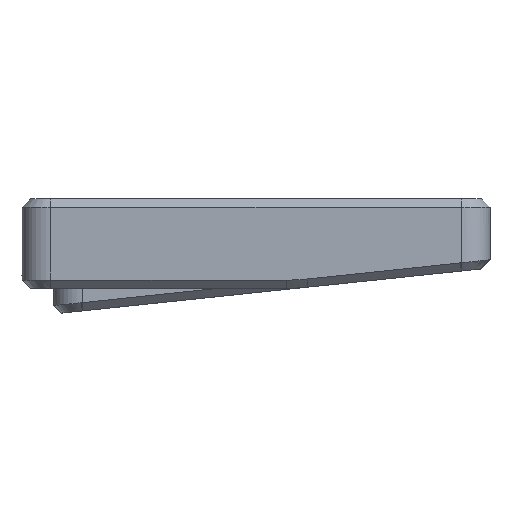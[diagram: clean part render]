
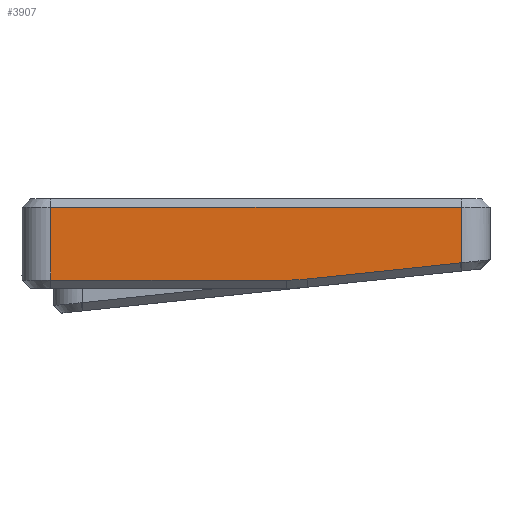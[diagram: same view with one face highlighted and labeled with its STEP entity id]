
A CAD part, left-side view. The second image highlights one B-rep face of the part: STEP entity #3907.
In plain terms, the highlighted planar face has unit normal (-1, 0, 0).
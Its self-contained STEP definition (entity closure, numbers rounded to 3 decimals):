
#130=CIRCLE('',#4196,48.);
#471=LINE('',#6413,#832);
#489=LINE('',#6469,#850);
#490=LINE('',#6472,#851);
#492=LINE('',#6478,#853);
#493=LINE('',#6484,#854);
#832=VECTOR('',#4860,10.);
#850=VECTOR('',#4914,10.);
#851=VECTOR('',#4917,10.);
#853=VECTOR('',#4923,10.);
#854=VECTOR('',#4924,7.);
#1087=PLANE('',#4195);
#1231=FACE_OUTER_BOUND('',#1459,.T.);
#1459=EDGE_LOOP('',(#3148,#3149,#3150,#3151,#3152,#3153,#3154));
#1627=B_SPLINE_CURVE_WITH_KNOTS('',3,(#6480,#6481,#6482,#6483),
 .UNSPECIFIED.,.F.,.F.,(4,4),(1.541,1.571),
 .UNSPECIFIED.);
#1820=VERTEX_POINT('',#6407);
#1821=VERTEX_POINT('',#6411);
#1823=VERTEX_POINT('',#6416);
#1842=VERTEX_POINT('',#6471);
#1843=VERTEX_POINT('',#6475);
#1844=VERTEX_POINT('',#6477);
#1845=VERTEX_POINT('',#6479);
#2287=EDGE_CURVE('',#1821,#1820,#471,.T.);
#2315=EDGE_CURVE('',#1820,#1823,#489,.T.);
#2316=EDGE_CURVE('',#1823,#1842,#490,.T.);
#2318=EDGE_CURVE('',#1843,#1821,#130,.T.);
#2319=EDGE_CURVE('',#1844,#1843,#492,.T.);
#2320=EDGE_CURVE('',#1845,#1844,#1627,.T.);
#2321=EDGE_CURVE('',#1842,#1845,#493,.T.);
#3148=ORIENTED_EDGE('',*,*,#2315,.F.);
#3149=ORIENTED_EDGE('',*,*,#2287,.F.);
#3150=ORIENTED_EDGE('',*,*,#2318,.F.);
#3151=ORIENTED_EDGE('',*,*,#2319,.F.);
#3152=ORIENTED_EDGE('',*,*,#2320,.F.);
#3153=ORIENTED_EDGE('',*,*,#2321,.F.);
#3154=ORIENTED_EDGE('',*,*,#2316,.F.);
#3907=ADVANCED_FACE('',(#1231),#1087,.T.);
#4195=AXIS2_PLACEMENT_3D('',#6474,#4919,#4920);
#4196=AXIS2_PLACEMENT_3D('',#6476,#4921,#4922);
#4860=DIRECTION('',(0.,1.,0.));
#4914=DIRECTION('',(0.,0.,1.));
#4917=DIRECTION('',(0.,-1.,0.));
#4919=DIRECTION('center_axis',(-1.,0.,0.));
#4920=DIRECTION('ref_axis',(0.,0.,1.));
#4921=DIRECTION('center_axis',(1.,0.,0.));
#4922=DIRECTION('ref_axis',(0.,-0.052,-0.999));
#4923=DIRECTION('',(0.,0.995,-0.105));
#4924=DIRECTION('',(0.,0.,-1.));
#6407=CARTESIAN_POINT('',(-148.85,50.1,8.847));
#6411=CARTESIAN_POINT('',(-148.85,-7.422,8.847));
#6413=CARTESIAN_POINT('',(-148.85,-130.952,8.847));
#6416=CARTESIAN_POINT('',(-148.85,50.1,26.647));
#6469=CARTESIAN_POINT('',(-148.85,50.1,7.511));
#6471=CARTESIAN_POINT('',(-148.85,-50.1,26.647));
#6472=CARTESIAN_POINT('',(-148.85,-25.8,26.647));
#6474=CARTESIAN_POINT('Origin',(-148.85,0.,-0.002));
#6475=CARTESIAN_POINT('',(-148.85,-12.44,9.11));
#6476=CARTESIAN_POINT('Origin',(-148.85,-7.422,56.847));
#6477=CARTESIAN_POINT('',(-148.85,-49.891,13.046));
#6478=CARTESIAN_POINT('',(-148.85,-25.29,10.46));
#6479=CARTESIAN_POINT('',(-148.85,-50.1,13.068));
#6480=CARTESIAN_POINT('Ctrl Pts',(-148.85,-50.1,13.068));
#6481=CARTESIAN_POINT('Ctrl Pts',(-148.85,-50.03,13.061));
#6482=CARTESIAN_POINT('Ctrl Pts',(-148.85,-49.961,13.053));
#6483=CARTESIAN_POINT('Ctrl Pts',(-148.85,-49.891,13.046));
#6484=CARTESIAN_POINT('',(-148.85,-50.1,10.406));
